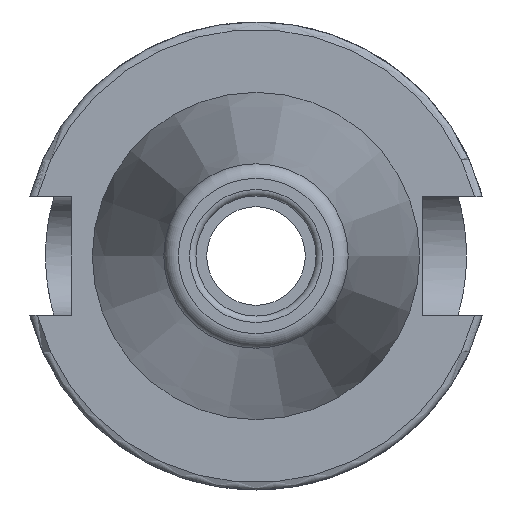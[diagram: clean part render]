
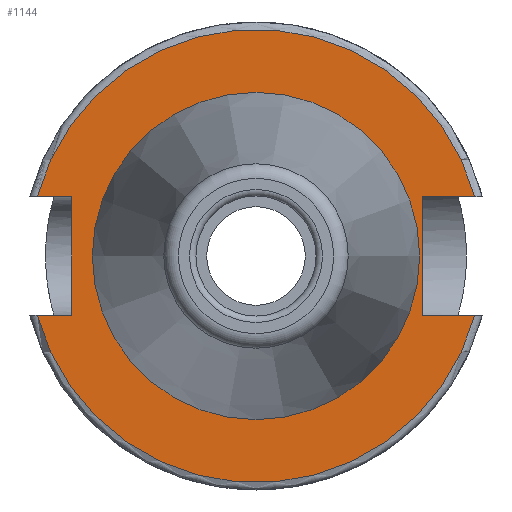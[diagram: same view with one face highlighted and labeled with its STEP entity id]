
A CAD part, left-side view. The second image highlights one B-rep face of the part: STEP entity #1144.
In plain terms, the highlighted planar face has unit normal (-1, 0, 0).
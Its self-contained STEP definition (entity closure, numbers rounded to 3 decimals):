
#16=FACE_BOUND('',#248,.T.);
#75=CIRCLE('',#1216,30.775);
#97=CIRCLE('',#1259,30.775);
#98=CIRCLE('',#1260,22.225);
#99=CIRCLE('',#1261,22.225);
#186=FACE_OUTER_BOUND('',#247,.T.);
#247=EDGE_LOOP('',(#923,#924,#925,#926,#927,#928,#929,#930));
#248=EDGE_LOOP('',(#931,#932));
#319=LINE('',#1705,#373);
#326=LINE('',#1761,#380);
#333=LINE('',#1816,#387);
#346=LINE('',#2004,#400);
#353=LINE('',#2081,#407);
#358=LINE('',#2132,#412);
#373=VECTOR('',#1347,10.);
#380=VECTOR('',#1358,10.);
#387=VECTOR('',#1367,10.);
#400=VECTOR('',#1442,10.);
#407=VECTOR('',#1451,10.);
#412=VECTOR('',#1462,10.);
#427=VERTEX_POINT('',#1702);
#428=VERTEX_POINT('',#1704);
#439=VERTEX_POINT('',#1759);
#450=VERTEX_POINT('',#1805);
#471=VERTEX_POINT('',#1968);
#480=VERTEX_POINT('',#2001);
#481=VERTEX_POINT('',#2003);
#494=VERTEX_POINT('',#2080);
#500=VERTEX_POINT('',#2163);
#501=VERTEX_POINT('',#2164);
#553=EDGE_CURVE('',#428,#427,#319,.T.);
#566=EDGE_CURVE('',#427,#439,#326,.T.);
#578=EDGE_CURVE('',#439,#450,#333,.T.);
#609=EDGE_CURVE('',#428,#471,#75,.T.);
#621=EDGE_CURVE('',#481,#480,#346,.T.);
#635=EDGE_CURVE('',#480,#494,#353,.T.);
#644=EDGE_CURVE('',#494,#471,#358,.T.);
#660=EDGE_CURVE('',#481,#450,#97,.T.);
#661=EDGE_CURVE('',#500,#501,#98,.T.);
#662=EDGE_CURVE('',#501,#500,#99,.T.);
#923=ORIENTED_EDGE('',*,*,#578,.T.);
#924=ORIENTED_EDGE('',*,*,#660,.F.);
#925=ORIENTED_EDGE('',*,*,#621,.T.);
#926=ORIENTED_EDGE('',*,*,#635,.T.);
#927=ORIENTED_EDGE('',*,*,#644,.T.);
#928=ORIENTED_EDGE('',*,*,#609,.F.);
#929=ORIENTED_EDGE('',*,*,#553,.T.);
#930=ORIENTED_EDGE('',*,*,#566,.T.);
#931=ORIENTED_EDGE('',*,*,#661,.T.);
#932=ORIENTED_EDGE('',*,*,#662,.T.);
#1104=PLANE('',#1258);
#1144=ADVANCED_FACE('',(#186,#16),#1104,.T.);
#1216=AXIS2_PLACEMENT_3D('',#1969,#1417,#1418);
#1258=AXIS2_PLACEMENT_3D('',#2161,#1519,#1520);
#1259=AXIS2_PLACEMENT_3D('',#2162,#1521,#1522);
#1260=AXIS2_PLACEMENT_3D('',#2165,#1523,#1524);
#1261=AXIS2_PLACEMENT_3D('',#2166,#1525,#1526);
#1347=DIRECTION('',(0.,1.,0.));
#1358=DIRECTION('',(0.,0.,1.));
#1367=DIRECTION('',(0.,-1.,0.));
#1417=DIRECTION('center_axis',(1.,0.,0.));
#1418=DIRECTION('ref_axis',(0.,0.,-1.));
#1442=DIRECTION('',(0.,-1.,0.));
#1451=DIRECTION('',(0.,0.,-1.));
#1462=DIRECTION('',(0.,1.,0.));
#1519=DIRECTION('center_axis',(-1.,0.,0.));
#1520=DIRECTION('ref_axis',(0.,0.,1.));
#1521=DIRECTION('center_axis',(1.,0.,0.));
#1522=DIRECTION('ref_axis',(0.,0.,-1.));
#1523=DIRECTION('center_axis',(1.,0.,0.));
#1524=DIRECTION('ref_axis',(0.,0.,-1.));
#1525=DIRECTION('center_axis',(1.,0.,0.));
#1526=DIRECTION('ref_axis',(0.,0.,-1.));
#1702=CARTESIAN_POINT('',(1.,-22.6,-8.065));
#1704=CARTESIAN_POINT('',(1.,-29.699,-8.065));
#1705=CARTESIAN_POINT('',(1.,-0.5,-8.065));
#1759=CARTESIAN_POINT('',(1.,-22.6,8.065));
#1761=CARTESIAN_POINT('',(1.,-22.6,0.));
#1805=CARTESIAN_POINT('',(1.,-29.699,8.065));
#1816=CARTESIAN_POINT('',(1.,-0.5,8.065));
#1968=CARTESIAN_POINT('',(1.,29.699,-8.065));
#1969=CARTESIAN_POINT('Origin',(1.,0.,
0.));
#2001=CARTESIAN_POINT('',(1.,25.,8.065));
#2003=CARTESIAN_POINT('',(1.,29.699,8.065));
#2004=CARTESIAN_POINT('',(1.,31.275,8.065));
#2080=CARTESIAN_POINT('',(1.,25.,-8.065));
#2081=CARTESIAN_POINT('',(1.,25.,0.));
#2132=CARTESIAN_POINT('',(1.,31.275,-8.065));
#2161=CARTESIAN_POINT('Origin',(1.,30.775,0.));
#2162=CARTESIAN_POINT('Origin',(1.,0.,
0.));
#2163=CARTESIAN_POINT('',(1.,22.225,0.));
#2164=CARTESIAN_POINT('',(1.,-22.225,0.));
#2165=CARTESIAN_POINT('Origin',(1.,0.,
0.));
#2166=CARTESIAN_POINT('Origin',(1.,0.,
0.));
